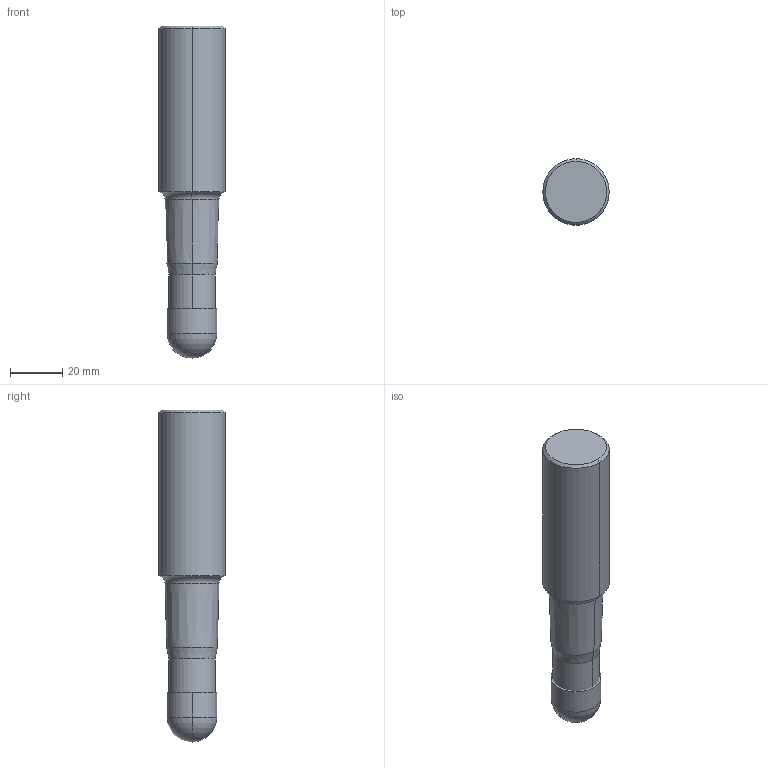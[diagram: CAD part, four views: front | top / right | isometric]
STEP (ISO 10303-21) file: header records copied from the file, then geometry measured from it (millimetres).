
FILE_DESCRIPTION(/* description */ (''),/* implementation_level */ '2;1');
FILE_NAME(/* name */ 'SRM212SAM2_IR0_375.stp',/* time_stamp */ '2023-03-10T14:02:40+09:00',/* author */ (''),/* organization */ (''),/* preprocessor_version */ 'ST-DEVELOPER v16',/* originating_system */ 'SIEMENS PLM Software NX 10.0',/* authorisation */ '');
FILE_SCHEMA (('AUTOMOTIVE_DESIGN { 1 0 10303 214 3 1 1 1 }'));
Length unit declared in the file: millimetre
Products named in the file (1): SRM212SAM2_IR0_375_ASM
Bounding box: 25.4 x 25.4 x 127 mm (x, y, z)
Volume: 53531.5 mm3; surface area: 10773 mm2
Topology: 2 solids, 2 shells, 29 faces, 70 edges, 57 vertices
Faces by surface type: cylinder 10, cone 10, plane 3, sphere 2, torus 2, bspline 2
Entity records: 1152 total; most frequent: CARTESIAN_POINT 369, DIRECTION 169, ORIENTED_EDGE 110, AXIS2_PLACEMENT_3D 72, EDGE_CURVE 55, CIRCLE 37, VERTEX_POINT 30, ADVANCED_FACE 29
